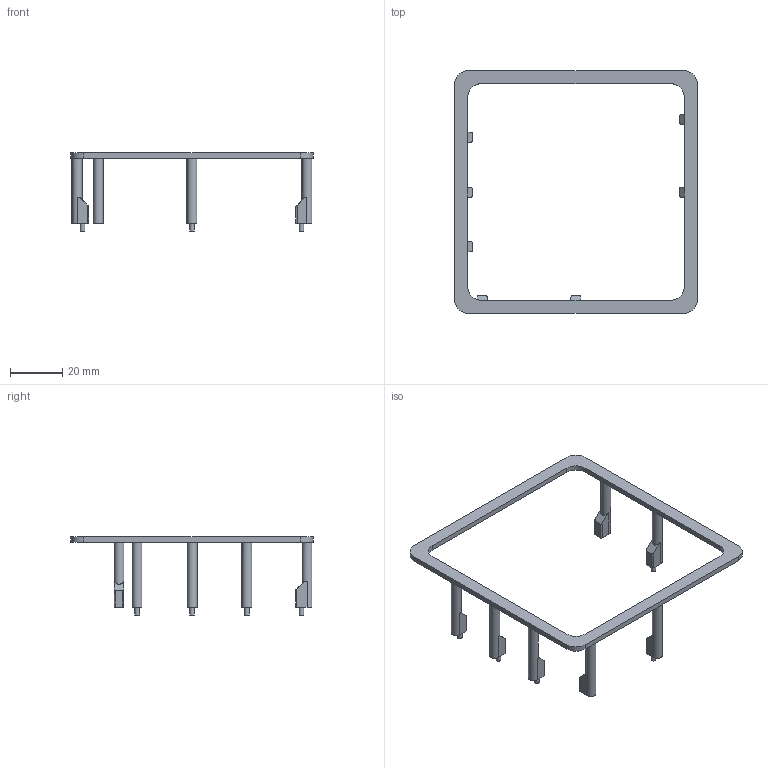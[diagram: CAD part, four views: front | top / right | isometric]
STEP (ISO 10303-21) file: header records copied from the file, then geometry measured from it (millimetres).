
FILE_DESCRIPTION(/* description */ (''),/* implementation_level */ '2;1');
FILE_NAME(/* name */ 'Jig.stp',/* time_stamp */ '2023-05-04T17:44:29+01:00',/* author */ ('Ben'),/* organization */ (''),/* preprocessor_version */ 'ST-DEVELOPER v18.1',/* originating_system */ 'Autodesk Inventor 2022',/* authorisation */ '');
FILE_SCHEMA (('AUTOMOTIVE_DESIGN { 1 0 10303 214 3 1 1 }'));
Length unit declared in the file: millimetre
Products named in the file (1): Jig
Bounding box: 93 x 93 x 30 mm (x, y, z)
Volume: 6136 mm3; surface area: 7524.2 mm2
Topology: 1 solids, 1 shells, 101 faces, 259 edges, 172 vertices
Faces by surface type: plane 67, cylinder 34
Full cylindrical faces by diameter (mm): 1.82 x5, 3.8 x7
Entity records: 3138 total; most frequent: DIRECTION 557, CARTESIAN_POINT 533, ORIENTED_EDGE 518, EDGE_CURVE 259, AXIS2_PLACEMENT_3D 196, VERTEX_POINT 172, LINE 165, VECTOR 165
